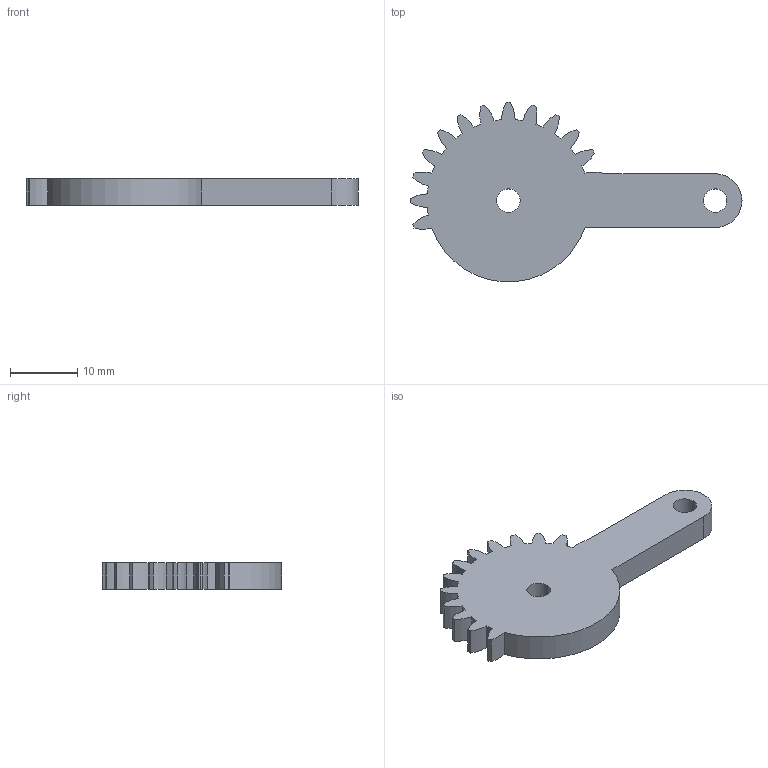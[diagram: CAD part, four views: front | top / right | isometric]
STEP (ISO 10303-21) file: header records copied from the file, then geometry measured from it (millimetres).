
FILE_DESCRIPTION (( 'STEP AP203' ), '1' );
FILE_NAME ('Gear_Default_sldprt.STEP', '2024-12-02T03:31:01', ( '' ), ( '' ), 'SwSTEP 2.0', 'SolidWorks 2023', '' );
FILE_SCHEMA (( 'CONFIG_CONTROL_DESIGN' ));
Length unit declared in the file: millimetre
Products named in the file (1): Gear_Default_sldprt
Bounding box: 49.38 x 26.68 x 4 mm (x, y, z)
Volume: 2655.8 mm3; surface area: 2084.4 mm2
Topology: 1 solids, 1 shells, 62 faces, 180 edges, 120 vertices
Faces by surface type: cylinder 58, plane 4
Entity records: 2205 total; most frequent: DIRECTION 422, CARTESIAN_POINT 363, ORIENTED_EDGE 360, EDGE_CURVE 180, AXIS2_PLACEMENT_3D 179, VERTEX_POINT 120, CIRCLE 116, EDGE_LOOP 66
